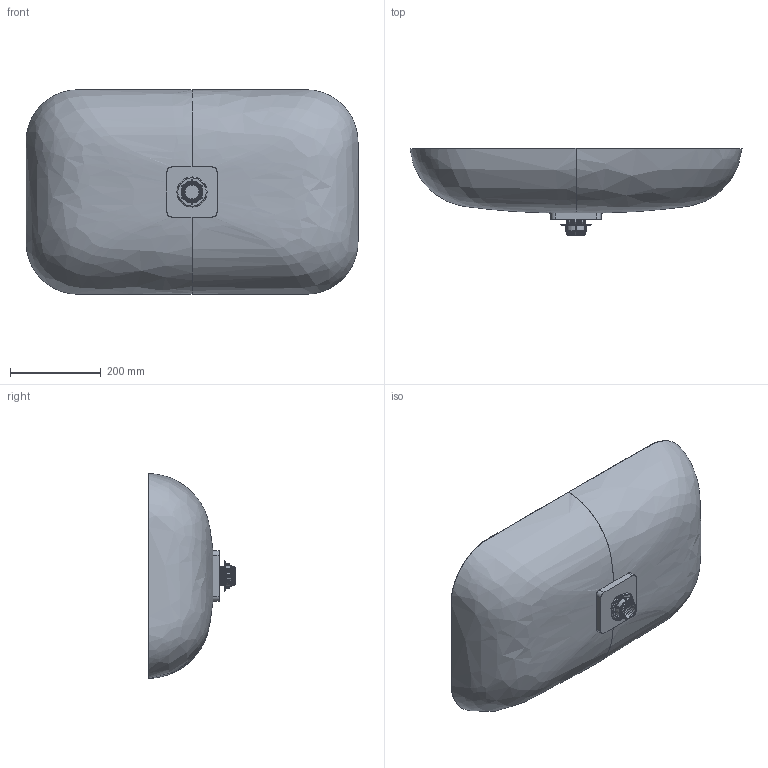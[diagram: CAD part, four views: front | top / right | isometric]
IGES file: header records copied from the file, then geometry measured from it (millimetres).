
Start section: SolidWorks IGES file using analytic representation for surfaces
Global section: file name: Z795-2SO Curve II gross Aufsatz_Deckel.IGS; native system: SolidWorks 2019; preprocessor: SolidWorks 2019; author: S.Gottwald; date: 190409.120443; units: millimetre
Bounding box: 730 x 191 x 450 mm (x, y, z)
Surface area: 934663.1 mm2 (no closed solid volume)
Topology: 0 solids, 0 shells, 302 faces, 4201 edges, 4199 vertices
Faces by surface type: revolution 192, bspline 110
